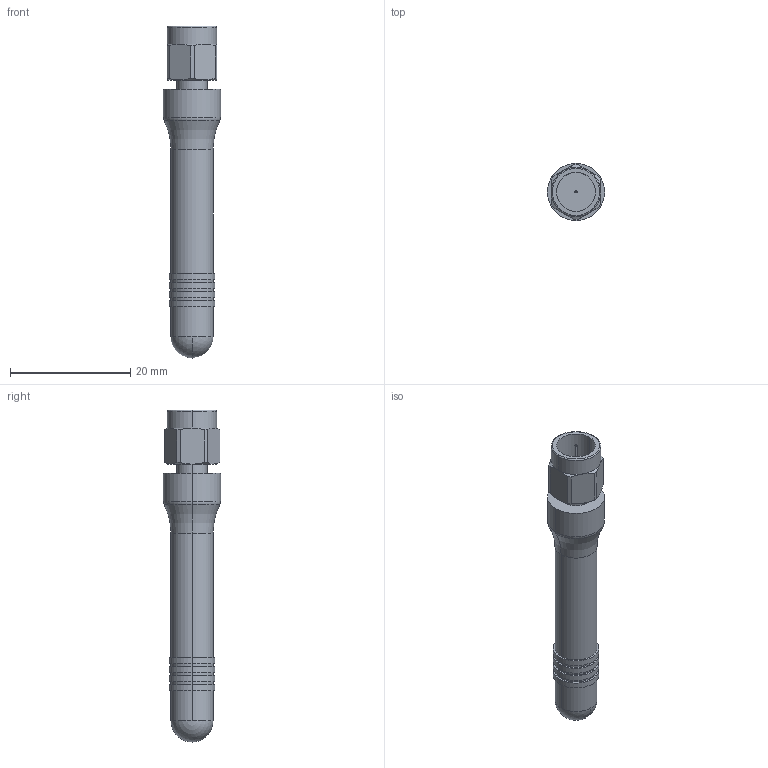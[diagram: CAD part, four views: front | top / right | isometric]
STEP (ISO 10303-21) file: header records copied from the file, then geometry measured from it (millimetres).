
FILE_DESCRIPTION (( 'STEP AP214' ), '1' );
FILE_NAME ('APAMBJ-135.STEP', '2015-04-29T08:56:54', ( 'STR' ), ( '' ), 'SwSTEP 2.0', 'SolidWorks 2012', '' );
FILE_SCHEMA (( 'AUTOMOTIVE_DESIGN' ));
Length unit declared in the file: millimetre
Products named in the file (1): APAMBJ-135
Bounding box: 9.5 x 9.5 x 55.2 mm (x, y, z)
Volume: 2219.9 mm3; surface area: 1666.3 mm2
Topology: 1 solids, 1 shells, 221 faces, 599 edges, 395 vertices
Faces by surface type: plane 75, cylinder 67, bspline 67, torus 6, cone 4, sphere 2
Entity records: 12814 total; most frequent: CARTESIAN_POINT 5530, ORIENTED_EDGE 1194, DIRECTION 707, EDGE_CURVE 597, VERTEX_POINT 395, B_SPLINE_CURVE_WITH_KNOTS 312, AXIS2_PLACEMENT_3D 267, EDGE_LOOP 238
